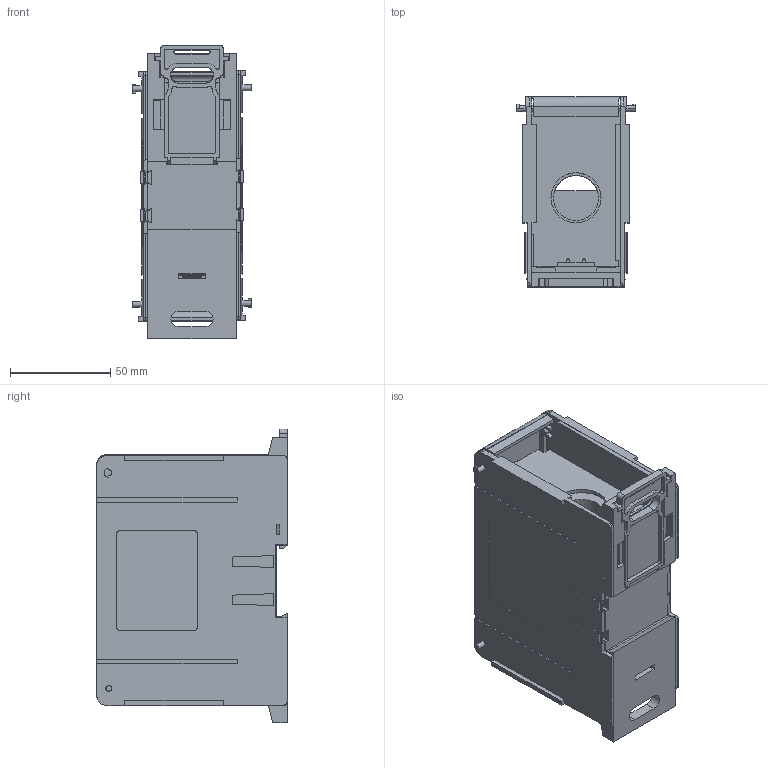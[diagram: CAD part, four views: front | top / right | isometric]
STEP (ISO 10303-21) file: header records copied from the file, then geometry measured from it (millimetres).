
FILE_DESCRIPTION (( 'STEP AP203' ), '1' );
FILE_NAME ('ASRB-11-500-1.step', '2024-06-17T20:16:27', ( '' ), ( '' ), 'SwSTEP 2.0', 'SolidWorks 2023', '' );
FILE_SCHEMA (( 'CONFIG_CONTROL_DESIGN' ));
Length unit declared in the file: inch
Products named in the file (1): ASRB-11-500-1
Bounding box: 58.96 x 95.01 x 146.56 mm (x, y, z)
Volume: 229437.9 mm3; surface area: 126606.3 mm2
Topology: 10 solids, 10 shells, 756 faces, 2126 edges, 1408 vertices
Faces by surface type: plane 541, cylinder 144, bspline 40, cone 31
Entity records: 26185 total; most frequent: CARTESIAN_POINT 7161, ORIENTED_EDGE 4252, DIRECTION 3480, EDGE_CURVE 2126, LINE 1674, VECTOR 1674, VERTEX_POINT 1408, AXIS2_PLACEMENT_3D 903
